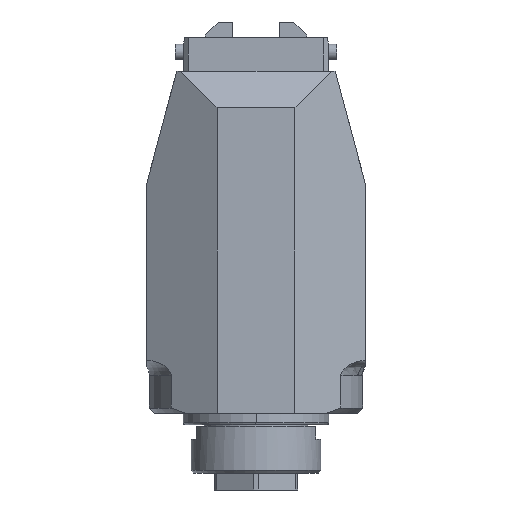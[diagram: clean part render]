
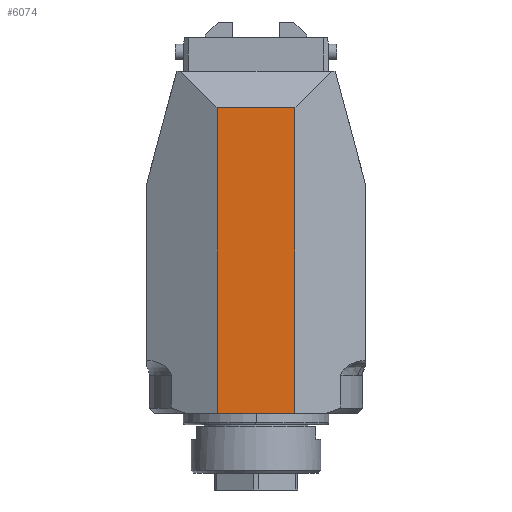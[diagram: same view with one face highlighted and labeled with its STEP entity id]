
A CAD part, left-side view. The second image highlights one B-rep face of the part: STEP entity #6074.
In plain terms, the highlighted planar face has unit normal (-1, 0, 0).
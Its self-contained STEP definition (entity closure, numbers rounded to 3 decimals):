
#361=DIRECTION('',(0.,1.,0.));
#362=VECTOR('',#361,30.);
#363=CARTESIAN_POINT('',(-125.,-15.,49.));
#364=LINE('',#363,#362);
#365=DIRECTION('',(0.,0.,-1.));
#366=VECTOR('',#365,117.5);
#367=CARTESIAN_POINT('',(-125.,-15.,49.));
#368=LINE('',#367,#366);
#369=DIRECTION('',(0.,1.,0.));
#370=VECTOR('',#369,30.);
#371=CARTESIAN_POINT('',(-125.,-15.,-68.5));
#372=LINE('',#371,#370);
#373=DIRECTION('',(0.,0.,-1.));
#374=VECTOR('',#373,117.5);
#375=CARTESIAN_POINT('',(-125.,15.,49.));
#376=LINE('',#375,#374);
#5019=CARTESIAN_POINT('',(-125.,-15.,-68.5));
#5020=CARTESIAN_POINT('',(-125.,15.,-68.5));
#5021=VERTEX_POINT('',#5019);
#5022=VERTEX_POINT('',#5020);
#5039=CARTESIAN_POINT('',(-125.,15.,49.));
#5041=VERTEX_POINT('',#5039);
#5045=CARTESIAN_POINT('',(-125.,-15.,49.));
#5046=VERTEX_POINT('',#5045);
#6062=CARTESIAN_POINT('',(-125.,0.,0.));
#6063=DIRECTION('',(1.,0.,0.));
#6064=DIRECTION('',(0.,-1.,0.));
#6065=AXIS2_PLACEMENT_3D('',#6062,#6063,#6064);
#6066=PLANE('',#6065);
#6068=ORIENTED_EDGE('',*,*,#6067,.F.);
#6069=ORIENTED_EDGE('',*,*,#6046,.T.);
#6070=ORIENTED_EDGE('',*,*,#5974,.T.);
#6071=ORIENTED_EDGE('',*,*,#6019,.F.);
#6072=EDGE_LOOP('',(#6068,#6069,#6070,#6071));
#6073=FACE_OUTER_BOUND('',#6072,.F.);
#6074=ADVANCED_FACE('',(#6073),#6066,.F.);
#5974=EDGE_CURVE('',#5021,#5022,#372,.T.);
#6019=EDGE_CURVE('',#5041,#5022,#376,.T.);
#6046=EDGE_CURVE('',#5046,#5021,#368,.T.);
#6067=EDGE_CURVE('',#5046,#5041,#364,.T.);
